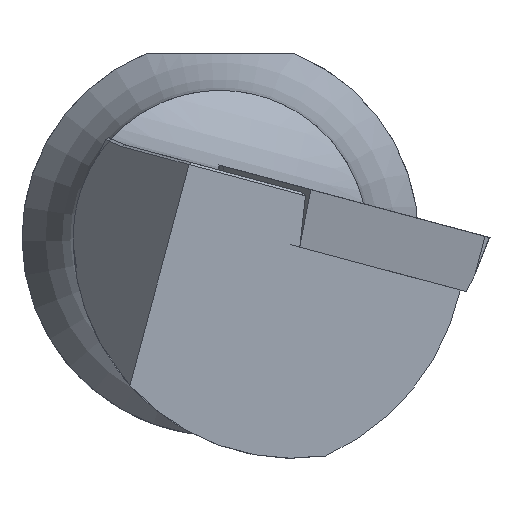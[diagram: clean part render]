
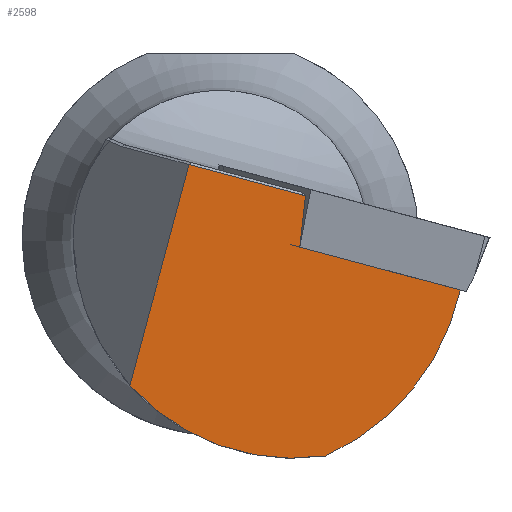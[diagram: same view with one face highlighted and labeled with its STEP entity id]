
A CAD part, left-side view. The second image highlights one B-rep face of the part: STEP entity #2598.
In plain terms, the highlighted planar face has unit normal (-0.998, 0.059, 0.016).
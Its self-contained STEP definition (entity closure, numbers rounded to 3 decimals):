
#2515=CARTESIAN_POINT('',(0.068,-5.308,6.43));
#2516=DIRECTION('',(-0.998,0.059,0.016));
#2517=DIRECTION('',(-0.059,-0.998,0.0));
#2518=AXIS2_PLACEMENT_3D('',#2515,#2516,#2517);
#2519=PLANE('',#2518);
#2520=CARTESIAN_POINT('',(0.733,7.76,-0.385));
#2521=VERTEX_POINT('',#2520);
#2522=CARTESIAN_POINT('',(0.752,7.523,1.705));
#2523=VERTEX_POINT('',#2522);
#2524=CARTESIAN_POINT('',(0.76,7.417,2.631));
#2525=DIRECTION('',(0.009,-0.113,0.994));
#2526=VECTOR('',#2525,1.);
#2527=LINE('',#2524,#2526);
#2528=EDGE_CURVE('',#2521,#2523,#2527,.T.);
#2529=ORIENTED_EDGE('',*,*,#2528,.T.);
#2530=CARTESIAN_POINT('',(0.752,7.523,1.705));
#2531=VERTEX_POINT('',#2530);
#2532=CARTESIAN_POINT('',(1.052,12.274,2.978));
#2533=VERTEX_POINT('',#2532);
#2534=CARTESIAN_POINT('',(0.068,-3.267,-1.186));
#2535=DIRECTION('',(0.061,0.964,0.258));
#2536=VECTOR('',#2535,1.);
#2537=LINE('',#2534,#2536);
#2538=EDGE_CURVE('',#2531,#2533,#2537,.T.);
#2539=ORIENTED_EDGE('',*,*,#2538,.T.);
#2540=CARTESIAN_POINT('',(1.052,12.274,2.978));
#2541=VERTEX_POINT('',#2540);
#2542=CARTESIAN_POINT('',(1.052,14.686,-6.024));
#2543=VERTEX_POINT('',#2542);
#2544=CARTESIAN_POINT('',(1.052,10.233,10.595));
#2545=DIRECTION('',(0.0,0.259,-0.966));
#2546=VECTOR('',#2545,1.);
#2547=LINE('',#2544,#2546);
#2548=EDGE_CURVE('',#2541,#2543,#2547,.T.);
#2549=ORIENTED_EDGE('',*,*,#2548,.T.);
#2550=CARTESIAN_POINT('',(0.535,6.705,-8.906));
#2551=VERTEX_POINT('',#2550);
#2552=CARTESIAN_POINT('',(1.052,14.686,-6.024));
#2553=VERTEX_POINT('',#2552);
#2554=CARTESIAN_POINT('',(1.052,14.686,-6.024));
#2555=CARTESIAN_POINT('',(0.895,12.631,-8.305));
#2556=CARTESIAN_POINT('',(0.708,9.743,-9.348));
#2557=CARTESIAN_POINT('',(0.535,6.705,-8.906));
#2565=(BOUNDED_CURVE()B_SPLINE_CURVE(3,(#2554,#2555,#2556,#2557),.UNSPECIFIED.,.F.,.U.)CURVE()GEOMETRIC_REPRESENTATION_ITEM()QUASI_UNIFORM_CURVE()RATIONAL_B_SPLINE_CURVE((1.0,0.921,0.921,1.0))REPRESENTATION_ITEM(''));
#2566=EDGE_CURVE('',#2551,#2553,#2565,.F.);
#2567=ORIENTED_EDGE('',*,*,#2566,.F.);
#2568=CARTESIAN_POINT('',(0.318,1.214,-2.139));
#2569=VERTEX_POINT('',#2568);
#2570=CARTESIAN_POINT('',(0.535,6.705,-8.906));
#2571=VERTEX_POINT('',#2570);
#2572=CARTESIAN_POINT('',(0.535,6.705,-8.906));
#2573=CARTESIAN_POINT('',(0.387,3.849,-7.626));
#2574=CARTESIAN_POINT('',(0.309,1.877,-5.196));
#2575=CARTESIAN_POINT('',(0.318,1.214,-2.139));
#2583=(BOUNDED_CURVE()B_SPLINE_CURVE(3,(#2572,#2573,#2574,#2575),.UNSPECIFIED.,.F.,.U.)CURVE()GEOMETRIC_REPRESENTATION_ITEM()QUASI_UNIFORM_CURVE()RATIONAL_B_SPLINE_CURVE((1.0,0.928,0.928,1.0))REPRESENTATION_ITEM(''));
#2584=EDGE_CURVE('',#2569,#2571,#2583,.F.);
#2585=ORIENTED_EDGE('',*,*,#2584,.F.);
#2586=CARTESIAN_POINT('',(0.318,1.214,-2.139));
#2587=VERTEX_POINT('',#2586);
#2588=CARTESIAN_POINT('',(0.733,7.76,-0.385));
#2589=VERTEX_POINT('',#2588);
#2590=CARTESIAN_POINT('',(0.269,0.433,-2.348));
#2591=DIRECTION('',(-0.061,-0.964,-0.258));
#2592=VECTOR('',#2591,1.);
#2593=LINE('',#2590,#2592);
#2594=EDGE_CURVE('',#2587,#2589,#2593,.F.);
#2595=ORIENTED_EDGE('',*,*,#2594,.T.);
#2596=EDGE_LOOP('',(#2529,#2539,#2549,#2567,#2585,#2595));
#2597=FACE_OUTER_BOUND('',#2596,.T.);
#2598=ADVANCED_FACE('',(#2597),#2519,.T.);
